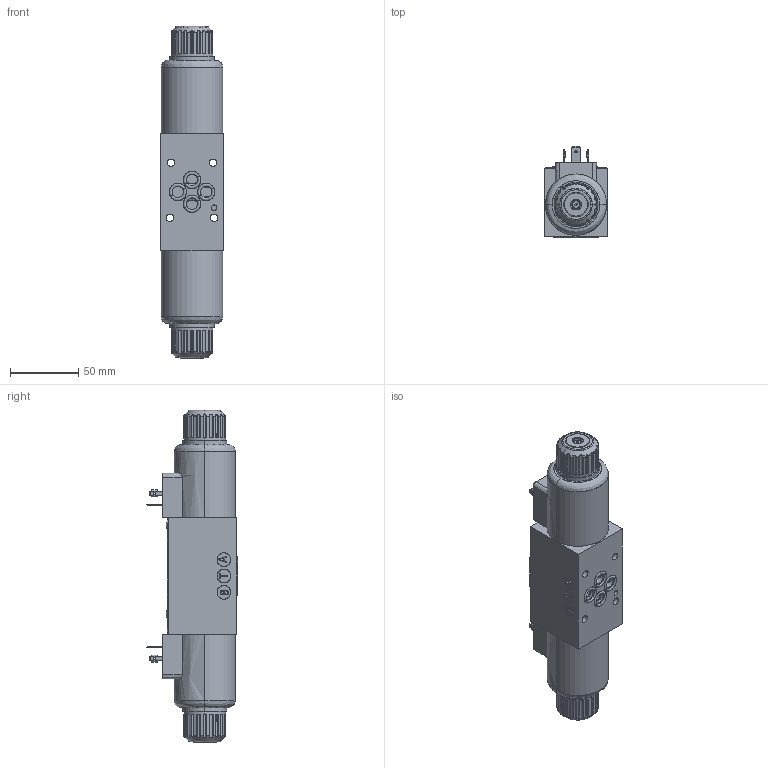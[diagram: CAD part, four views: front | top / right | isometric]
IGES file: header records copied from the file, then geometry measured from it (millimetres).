
Start section: SolidWorks IGES file using analytic representation for surfaces
Global section: file name: XDP3C-----S12.igs; native system: SolidWorks 2019; preprocessor: SolidWorks 2019; author: Giovanni.Collesano; date: 221128.142203; units: millimetre
Bounding box: 46 x 66.93 x 244 mm (x, y, z)
Surface area: 60122 mm2 (no closed solid volume)
Topology: 0 solids, 0 shells, 1194 faces, 15950 edges, 15914 vertices
Faces by surface type: bspline 806, revolution 388
